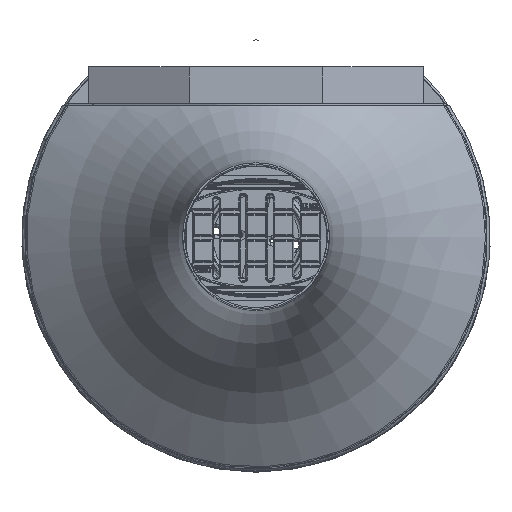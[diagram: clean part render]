
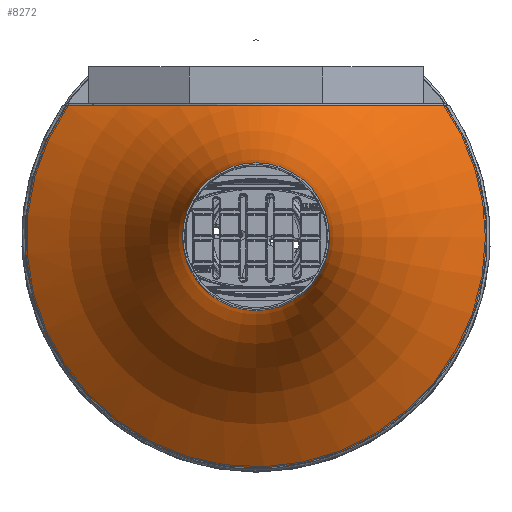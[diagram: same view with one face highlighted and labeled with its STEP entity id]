
A CAD part, top view. The second image highlights one B-rep face of the part: STEP entity #8272.
In plain terms, the highlighted toroidal (fillet/blend) face has major radius 560 mm and minor radius 450 mm.
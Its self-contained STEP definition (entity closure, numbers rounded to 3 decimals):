
#8272=ADVANCED_FACE('',(#19239,#19240),#19241,.F.);
#19239=FACE_OUTER_BOUND('',#40888,.T.);
#19240=FACE_OUTER_BOUND('',#40889,.T.);
#19241=TOROIDAL_SURFACE('',#40890,560.0,450.0);
#40888=EDGE_LOOP('',(#126789));
#40889=EDGE_LOOP('',(#126790,#126791));
#40890=AXIS2_PLACEMENT_3D('',#126792,#126793,#126794);
#126789=ORIENTED_EDGE('',*,*,#158836,.F.);
#126790=ORIENTED_EDGE('',*,*,#158825,.F.);
#126791=ORIENTED_EDGE('',*,*,#158837,.T.);
#126792=CARTESIAN_POINT('',(0.0,0.0,1280.4));
#126793=DIRECTION('',(0.0,0.0,1.0));
#126794=DIRECTION('',(1.0,0.0,0.0));
#158825=EDGE_CURVE('',#176653,#176655,#176656,.T.);
#158836=EDGE_CURVE('',#176669,#176669,#176670,.T.);
#158837=EDGE_CURVE('',#176653,#176655,#176671,.T.);
#176653=VERTEX_POINT('',#207189);
#176655=VERTEX_POINT('',#207205);
#176656=B_SPLINE_CURVE_WITH_KNOTS('',2,(#207206,#207207,#207208,#207209,#207210,#207211,#207212,#207213,#207214,#207215,#207216,#207217,#207218,#207219,#207220,#207221,#207222,#207223,#207224,#207225,#207226,#207227,#207228,#207229,#207230,#207231,#207232,#207233,#207234,#207235,#207236,#207237,#207238,#207239,#207240,#207241,#207242,#207243,#207244,#207245,#207246,#207247,#207248,#207249,#207250,#207251,#207252,#207253,#207254,#207255,#207256,#207257,#207258,#207259,#207260,#207261,#207262,#207263,#207264,#207265,#207266),.UNSPECIFIED.,.F.,.F.,(3,2,2,2,2,2,2,2,2,2,2,2,2,2,2,2,2,2,2,2,2,2,2,2,2,2,2,2,2,2,3),(0.0,0.063,0.125,0.156,0.188,0.219,0.234,0.25,0.281,0.313,0.344,0.375,0.406,0.438,0.469,0.5,0.531,0.563,0.594,0.625,0.656,0.688,0.719,0.75,0.766,0.781,0.813,0.844,0.875,0.938,1.0),.UNSPECIFIED.);
#176669=VERTEX_POINT('',#207304);
#176670=CIRCLE('',#207305,110.0);
#176671=CIRCLE('',#207306,344.783);
#207189=CARTESIAN_POINT('',(-282.959,197.0,885.202));
#207205=CARTESIAN_POINT('',(282.959,197.0,885.202));
#207206=CARTESIAN_POINT('',(-282.959,197.0,885.202));
#207207=CARTESIAN_POINT('',(-265.701,197.0,892.915));
#207208=CARTESIAN_POINT('',(-247.744,197.0,901.958));
#207209=CARTESIAN_POINT('',(-231.243,197.0,910.267));
#207210=CARTESIAN_POINT('',(-213.241,197.0,920.166));
#207211=CARTESIAN_POINT('',(-205.127,197.0,924.629));
#207212=CARTESIAN_POINT('',(-196.198,197.0,929.694));
#207213=CARTESIAN_POINT('',(-188.329,197.0,934.159));
#207214=CARTESIAN_POINT('',(-179.251,197.0,939.42));
#207215=CARTESIAN_POINT('',(-172.631,197.0,943.257));
#207216=CARTESIAN_POINT('',(-162.364,197.0,949.266));
#207217=CARTESIAN_POINT('',(-158.145,197.0,951.735));
#207218=CARTESIAN_POINT('',(-153.928,197.0,954.205));
#207219=CARTESIAN_POINT('',(-149.71,197.0,956.674));
#207220=CARTESIAN_POINT('',(-145.487,197.0,959.134));
#207221=CARTESIAN_POINT('',(-135.78,197.0,964.791));
#207222=CARTESIAN_POINT('',(-128.559,197.0,968.905));
#207223=CARTESIAN_POINT('',(-119.266,197.0,974.2));
#207224=CARTESIAN_POINT('',(-111.499,197.0,978.427));
#207225=CARTESIAN_POINT('',(-102.284,197.0,983.442));
#207226=CARTESIAN_POINT('',(-94.205,197.0,987.507));
#207227=CARTESIAN_POINT('',(-84.92,197.0,992.179));
#207228=CARTESIAN_POINT('',(-76.544,197.0,995.897));
#207229=CARTESIAN_POINT('',(-67.086,197.0,1000.095));
#207230=CARTESIAN_POINT('',(-58.363,197.0,1003.265));
#207231=CARTESIAN_POINT('',(-48.791,197.0,1006.743));
#207232=CARTESIAN_POINT('',(-39.771,197.0,1009.105));
#207233=CARTESIAN_POINT('',(-30.091,197.0,1011.64));
#207234=CARTESIAN_POINT('',(-20.768,197.0,1012.963));
#207235=CARTESIAN_POINT('',(-10.951,197.0,1014.356));
#207236=CARTESIAN_POINT('',(-1.27,197.0,1014.441));
#207237=CARTESIAN_POINT('',(8.531,197.0,1014.527));
#207238=CARTESIAN_POINT('',(18.443,197.0,1013.275));
#207239=CARTESIAN_POINT('',(27.886,197.0,1012.082));
#207240=CARTESIAN_POINT('',(37.67,197.0,1009.642));
#207241=CARTESIAN_POINT('',(46.802,197.0,1007.366));
#207242=CARTESIAN_POINT('',(56.479,197.0,1003.94));
#207243=CARTESIAN_POINT('',(65.305,197.0,1000.817));
#207244=CARTESIAN_POINT('',(74.861,197.0,996.638));
#207245=CARTESIAN_POINT('',(83.325,197.0,992.938));
#207246=CARTESIAN_POINT('',(92.694,197.0,988.264));
#207247=CARTESIAN_POINT('',(100.851,197.0,984.196));
#207248=CARTESIAN_POINT('',(110.139,197.0,979.165));
#207249=CARTESIAN_POINT('',(117.983,197.0,974.917));
#207250=CARTESIAN_POINT('',(127.337,197.0,969.601));
#207251=CARTESIAN_POINT('',(134.659,197.0,965.439));
#207252=CARTESIAN_POINT('',(144.393,197.0,959.772));
#207253=CARTESIAN_POINT('',(148.041,197.0,957.648));
#207254=CARTESIAN_POINT('',(152.895,197.0,954.809));
#207255=CARTESIAN_POINT('',(153.029,197.0,954.731));
#207256=CARTESIAN_POINT('',(161.392,197.0,949.835));
#207257=CARTESIAN_POINT('',(171.911,197.0,943.678));
#207258=CARTESIAN_POINT('',(178.399,197.0,939.914));
#207259=CARTESIAN_POINT('',(187.568,197.0,934.596));
#207260=CARTESIAN_POINT('',(195.468,197.0,930.109));
#207261=CARTESIAN_POINT('',(204.474,197.0,924.993));
#207262=CARTESIAN_POINT('',(212.64,197.0,920.497));
#207263=CARTESIAN_POINT('',(230.807,197.0,910.495));
#207264=CARTESIAN_POINT('',(247.432,197.0,902.115));
#207265=CARTESIAN_POINT('',(265.552,197.0,892.982));
#207266=CARTESIAN_POINT('',(282.959,197.0,885.202));
#207304=CARTESIAN_POINT('',(110.0,0.0,1280.4));
#207305=AXIS2_PLACEMENT_3D('',#273147,#273148,#273149);
#207306=AXIS2_PLACEMENT_3D('',#273150,#273151,#273152);
#273147=CARTESIAN_POINT('',(0.0,0.0,1280.4));
#273148=DIRECTION('',(0.0,0.0,1.0));
#273149=DIRECTION('',(1.0,0.0,0.0));
#273150=CARTESIAN_POINT('',(0.0,0.0,885.202));
#273151=DIRECTION('',(0.0,0.0,1.0));
#273152=DIRECTION('',(1.0,0.0,0.0));
